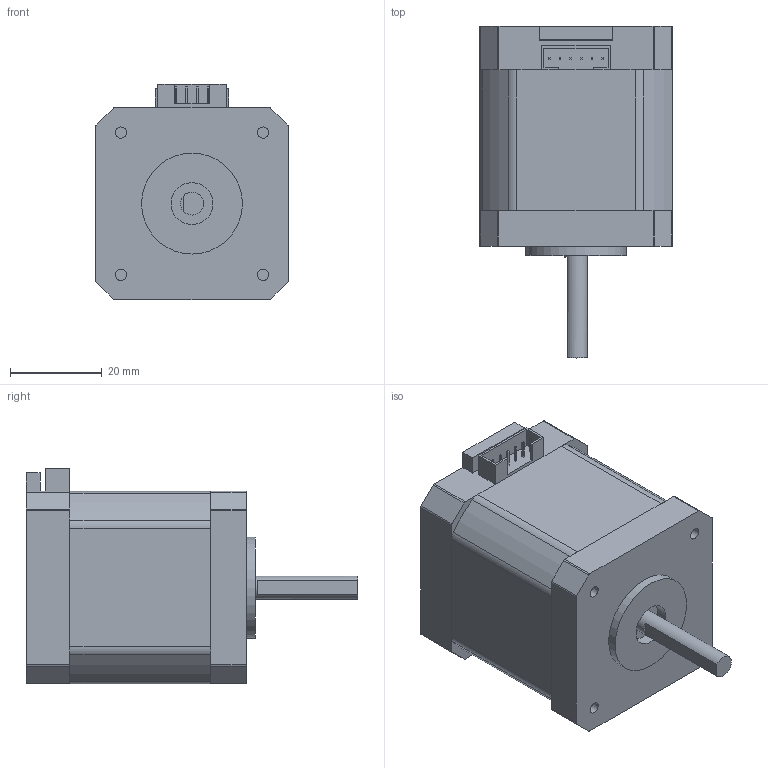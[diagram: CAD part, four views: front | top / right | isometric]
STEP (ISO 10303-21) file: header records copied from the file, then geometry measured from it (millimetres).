
FILE_DESCRIPTION(/* description */ (''),/* implementation_level */ '2;1');
FILE_NAME(/* name */ 'NEMA17 42-40 v3.step',/* time_stamp */ '2024-02-03T22:37:26+03:00',/* author */ (''),/* organization */ (''),/* preprocessor_version */ 'ST-DEVELOPER v20',/* originating_system */ 'Autodesk Translation Framework v12.20.1.177',/* authorisation */ '');
FILE_SCHEMA (('AUTOMOTIVE_DESIGN { 1 0 10303 214 3 1 1 }'));
Length unit declared in the file: millimetre
Products named in the file (1): NEMA17 42-40
Bounding box: 42 x 72.35 x 47.08 mm (x, y, z)
Volume: 82364.7 mm3; surface area: 12758 mm2
Topology: 1 solids, 1 shells, 266 faces, 680 edges, 439 vertices
Faces by surface type: plane 216, cylinder 44, torus 5, cone 1
Full cylindrical faces by diameter (mm): 2.459 x4, 4.826 x4, 5 x2, 5.842 x4, 9.144 x2, 22 x1
Entity records: 8363 total; most frequent: CARTESIAN_POINT 1578, ORIENTED_EDGE 1360, DIRECTION 1288, EDGE_CURVE 680, LINE 478, VECTOR 478, VERTEX_POINT 439, AXIS2_PLACEMENT_3D 405
